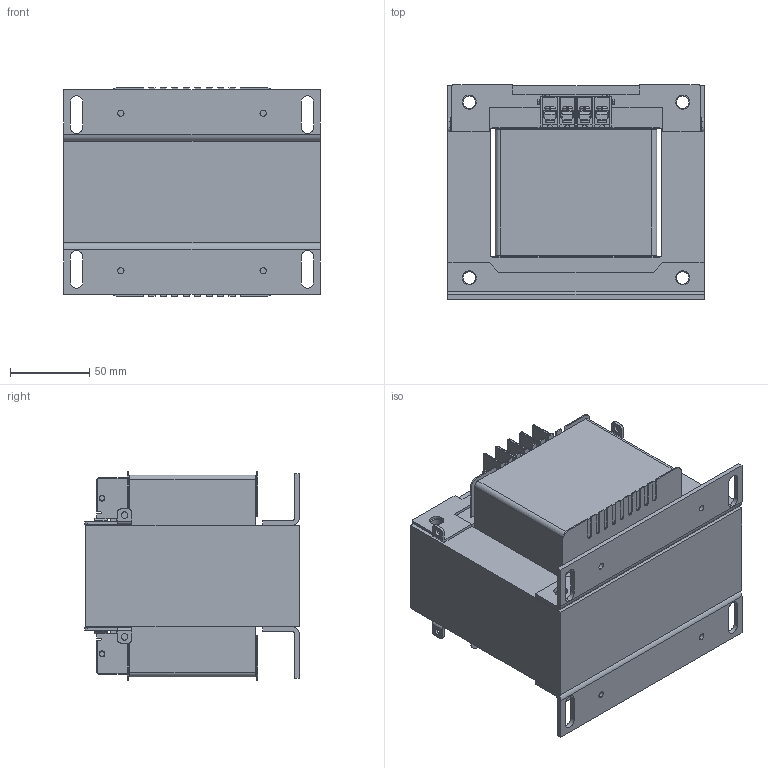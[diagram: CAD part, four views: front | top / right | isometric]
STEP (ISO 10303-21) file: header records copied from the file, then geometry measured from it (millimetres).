
FILE_DESCRIPTION (( 'STEP AP214' ), '1' );
FILE_NAME ('SP1500SP.step', '2019-03-27T13:36:52', ( '' ), ( '' ), 'SwSTEP 2.0', 'SolidWorks 2018', '' );
FILE_SCHEMA (( 'AUTOMOTIVE_DESIGN' ));
Length unit declared in the file: inch
Products named in the file (1): SP1500SP
Bounding box: 162 x 135.72 x 131.6 mm (x, y, z)
Volume: 1887930.9 mm3; surface area: 273696.9 mm2
Topology: 36 solids, 36 shells, 3056 faces, 8600 edges, 5548 vertices
Faces by surface type: plane 1878, cylinder 872, bspline 282, cone 24
Entity records: 125030 total; most frequent: CARTESIAN_POINT 49503, ORIENTED_EDGE 17072, DIRECTION 13622, EDGE_CURVE 8536, VECTOR 5720, LINE 5720, VERTEX_POINT 5548, AXIS2_PLACEMENT_3D 3951
